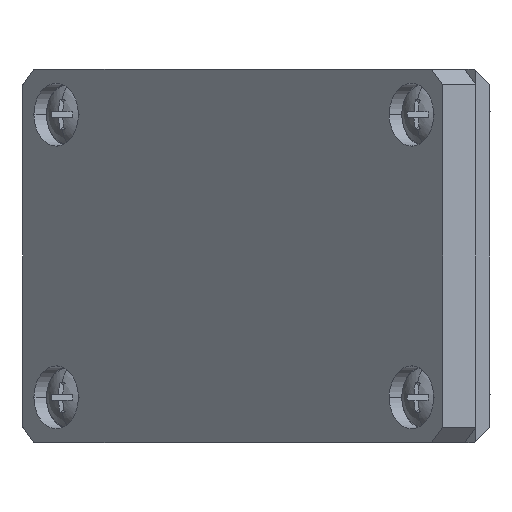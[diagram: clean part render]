
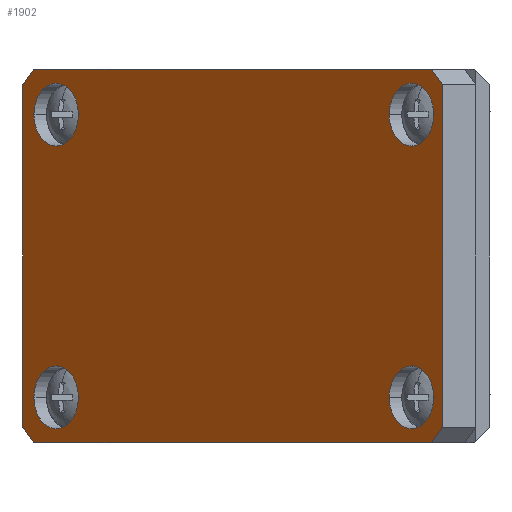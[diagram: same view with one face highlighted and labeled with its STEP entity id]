
A CAD part, left-side view. The second image highlights one B-rep face of the part: STEP entity #1902.
In plain terms, the highlighted planar face has unit normal (-0.707, 0.707, 0).
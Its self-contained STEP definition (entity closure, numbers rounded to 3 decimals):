
#382=FACE_OUTER_BOUND('',#646,.F.);
#505=FACE_BOUND('',#642,.F.);
#506=FACE_BOUND('',#643,.F.);
#507=FACE_BOUND('',#644,.F.);
#508=FACE_BOUND('',#645,.F.);
#642=EDGE_LOOP('',(#1324,#1325));
#643=EDGE_LOOP('',(#1326,#1327));
#644=EDGE_LOOP('',(#1328,#1329));
#645=EDGE_LOOP('',(#1330,#1331));
#646=EDGE_LOOP('',(#1332,#1333,#1334,#1335,#1336,#1337,#1338,#1339));
#1324=ORIENTED_EDGE('',*,*,#3417,.T.);
#1325=ORIENTED_EDGE('',*,*,#3416,.T.);
#1326=ORIENTED_EDGE('',*,*,#3421,.T.);
#1327=ORIENTED_EDGE('',*,*,#3420,.T.);
#1328=ORIENTED_EDGE('',*,*,#3419,.T.);
#1329=ORIENTED_EDGE('',*,*,#3418,.T.);
#1330=ORIENTED_EDGE('',*,*,#3415,.T.);
#1331=ORIENTED_EDGE('',*,*,#3414,.T.);
#1332=ORIENTED_EDGE('',*,*,#3422,.F.);
#1333=ORIENTED_EDGE('',*,*,#3408,.T.);
#1334=ORIENTED_EDGE('',*,*,#3425,.F.);
#1335=ORIENTED_EDGE('',*,*,#3405,.T.);
#1336=ORIENTED_EDGE('',*,*,#3423,.T.);
#1337=ORIENTED_EDGE('',*,*,#3402,.T.);
#1338=ORIENTED_EDGE('',*,*,#3424,.T.);
#1339=ORIENTED_EDGE('',*,*,#3411,.T.);
#1902=ADVANCED_FACE('',(#505,#506,#507,#508,#382),#2062,.T.);
#2062=PLANE('',#4335);
#2585=LINE('',#6327,#2823);
#2588=LINE('',#6330,#2826);
#2591=LINE('',#6333,#2829);
#2594=LINE('',#6336,#2832);
#2597=LINE('',#6347,#2835);
#2598=LINE('',#6348,#2836);
#2599=LINE('',#6349,#2837);
#2600=LINE('',#6350,#2838);
#2823=VECTOR('',#4904,1.414);
#2826=VECTOR('',#4907,1.414);
#2829=VECTOR('',#4910,1.414);
#2832=VECTOR('',#4913,1.414);
#2835=VECTOR('',#4932,35.8);
#2836=VECTOR('',#4933,35.8);
#2837=VECTOR('',#4934,21.8);
#2838=VECTOR('',#4935,21.8);
#3059=CIRCLE('',#4191,2.);
#3060=CIRCLE('',#4192,2.);
#3061=CIRCLE('',#4193,2.);
#3062=CIRCLE('',#4194,2.);
#3063=CIRCLE('',#4195,2.);
#3064=CIRCLE('',#4196,2.);
#3065=CIRCLE('',#4197,2.);
#3066=CIRCLE('',#4198,2.);
#3402=EDGE_CURVE('',#3776,#3775,#2585,.T.);
#3405=EDGE_CURVE('',#3774,#3773,#2588,.T.);
#3408=EDGE_CURVE('',#3772,#3771,#2591,.T.);
#3411=EDGE_CURVE('',#3770,#3769,#2594,.T.);
#3414=EDGE_CURVE('',#3778,#3777,#3059,.T.);
#3415=EDGE_CURVE('',#3777,#3778,#3060,.T.);
#3416=EDGE_CURVE('',#3784,#3783,#3061,.T.);
#3417=EDGE_CURVE('',#3783,#3784,#3062,.T.);
#3418=EDGE_CURVE('',#3790,#3789,#3063,.T.);
#3419=EDGE_CURVE('',#3789,#3790,#3064,.T.);
#3420=EDGE_CURVE('',#3796,#3795,#3065,.T.);
#3421=EDGE_CURVE('',#3795,#3796,#3066,.T.);
#3422=EDGE_CURVE('',#3772,#3769,#2597,.T.);
#3423=EDGE_CURVE('',#3773,#3776,#2598,.T.);
#3424=EDGE_CURVE('',#3775,#3770,#2599,.T.);
#3425=EDGE_CURVE('',#3774,#3771,#2600,.T.);
#3769=VERTEX_POINT('',#5721);
#3770=VERTEX_POINT('',#5722);
#3771=VERTEX_POINT('',#5723);
#3772=VERTEX_POINT('',#5724);
#3773=VERTEX_POINT('',#5725);
#3774=VERTEX_POINT('',#5726);
#3775=VERTEX_POINT('',#5727);
#3776=VERTEX_POINT('',#5728);
#3777=VERTEX_POINT('',#5729);
#3778=VERTEX_POINT('',#5730);
#3783=VERTEX_POINT('',#5735);
#3784=VERTEX_POINT('',#5736);
#3789=VERTEX_POINT('',#5741);
#3790=VERTEX_POINT('',#5742);
#3795=VERTEX_POINT('',#5747);
#3796=VERTEX_POINT('',#5748);
#4191=AXIS2_PLACEMENT_3D('',#6339,#4916,#4917);
#4192=AXIS2_PLACEMENT_3D('',#6340,#4918,#4919);
#4193=AXIS2_PLACEMENT_3D('',#6341,#4920,#4921);
#4194=AXIS2_PLACEMENT_3D('',#6342,#4922,#4923);
#4195=AXIS2_PLACEMENT_3D('',#6343,#4924,#4925);
#4196=AXIS2_PLACEMENT_3D('',#6344,#4926,#4927);
#4197=AXIS2_PLACEMENT_3D('',#6345,#4928,#4929);
#4198=AXIS2_PLACEMENT_3D('',#6346,#4930,#4931);
#4335=AXIS2_PLACEMENT_3D('',#7033,#5286,#5287);
#4904=DIRECTION('',(0.5,0.5,0.707));
#4907=DIRECTION('',(0.5,0.5,-0.707));
#4910=DIRECTION('',(-0.5,-0.5,-0.707));
#4913=DIRECTION('',(-0.5,-0.5,0.707));
#4916=DIRECTION('',(-0.707,0.707,0.));
#4917=DIRECTION('',(-0.707,-0.707,0.));
#4918=DIRECTION('',(-0.707,0.707,0.));
#4919=DIRECTION('',(0.707,0.707,0.));
#4920=DIRECTION('',(-0.707,0.707,0.));
#4921=DIRECTION('',(-0.707,-0.707,0.));
#4922=DIRECTION('',(-0.707,0.707,0.));
#4923=DIRECTION('',(0.707,0.707,0.));
#4924=DIRECTION('',(-0.707,0.707,0.));
#4925=DIRECTION('',(-0.707,-0.707,0.));
#4926=DIRECTION('',(-0.707,0.707,0.));
#4927=DIRECTION('',(0.707,0.707,0.));
#4928=DIRECTION('',(-0.707,0.707,0.));
#4929=DIRECTION('',(-0.707,-0.707,0.));
#4930=DIRECTION('',(-0.707,0.707,0.));
#4931=DIRECTION('',(0.707,0.707,0.));
#4932=DIRECTION('',(0.707,0.707,0.));
#4933=DIRECTION('',(0.707,0.707,0.));
#4934=DIRECTION('',(0.,0.,1.));
#4935=DIRECTION('',(0.,0.,1.));
#5286=DIRECTION('',(-0.707,0.707,0.));
#5287=DIRECTION('',(0.707,0.707,0.));
#5721=CARTESIAN_POINT('',(23.9,29.042,23.8));
#5722=CARTESIAN_POINT('',(24.607,29.749,22.8));
#5723=CARTESIAN_POINT('',(-2.122,3.021,22.8));
#5724=CARTESIAN_POINT('',(-1.415,3.728,23.8));
#5725=CARTESIAN_POINT('',(-1.415,3.728,0.));
#5726=CARTESIAN_POINT('',(-2.122,3.021,1.));
#5727=CARTESIAN_POINT('',(24.607,29.749,1.));
#5728=CARTESIAN_POINT('',(23.9,29.042,0.));
#5729=CARTESIAN_POINT('',(23.9,29.042,20.9));
#5730=CARTESIAN_POINT('',(21.071,26.214,20.9));
#5735=CARTESIAN_POINT('',(23.9,29.042,2.9));
#5736=CARTESIAN_POINT('',(21.071,26.214,2.9));
#5741=CARTESIAN_POINT('',(1.272,6.415,20.9));
#5742=CARTESIAN_POINT('',(-1.556,3.586,20.9));
#5747=CARTESIAN_POINT('',(1.272,6.415,2.9));
#5748=CARTESIAN_POINT('',(-1.556,3.586,2.9));
#6327=CARTESIAN_POINT('',(23.9,29.042,0.));
#6330=CARTESIAN_POINT('',(-2.122,3.021,1.));
#6333=CARTESIAN_POINT('',(-1.415,3.728,23.8));
#6336=CARTESIAN_POINT('',(24.607,29.749,22.8));
#6339=CARTESIAN_POINT('',(22.485,27.628,20.9));
#6340=CARTESIAN_POINT('',(22.485,27.628,20.9));
#6341=CARTESIAN_POINT('',(22.485,27.628,2.9));
#6342=CARTESIAN_POINT('',(22.485,27.628,2.9));
#6343=CARTESIAN_POINT('',(-0.142,5.001,20.9));
#6344=CARTESIAN_POINT('',(-0.142,5.001,20.9));
#6345=CARTESIAN_POINT('',(-0.142,5.001,2.9));
#6346=CARTESIAN_POINT('',(-0.142,5.001,2.9));
#6347=CARTESIAN_POINT('',(-1.415,3.728,23.8));
#6348=CARTESIAN_POINT('',(-1.415,3.728,0.));
#6349=CARTESIAN_POINT('',(24.607,29.749,1.));
#6350=CARTESIAN_POINT('',(-2.122,3.021,1.));
#7033=CARTESIAN_POINT('',(-2.389,2.753,24.178));
